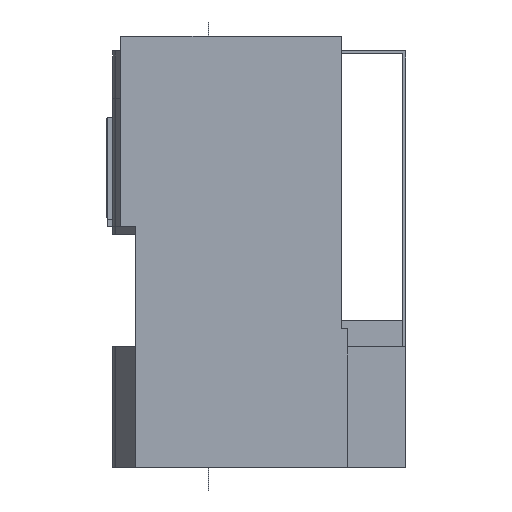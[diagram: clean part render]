
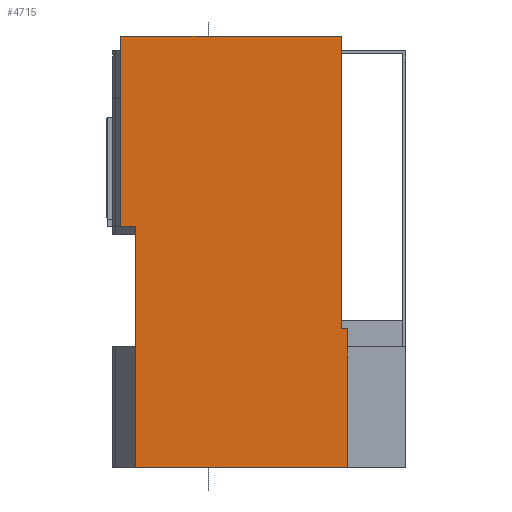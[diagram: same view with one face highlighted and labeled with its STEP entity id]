
A CAD part, front view. The second image highlights one B-rep face of the part: STEP entity #4715.
In plain terms, the highlighted planar face has unit normal (0, -1, 0).
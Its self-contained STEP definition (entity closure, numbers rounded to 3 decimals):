
#342=FACE_OUTER_BOUND('',#614,.T.);
#614=EDGE_LOOP('',(#3226,#3227,#3228,#3229,#3230,#3231,#3232,#3233));
#916=LINE('',#7004,#1498);
#917=LINE('',#7006,#1499);
#918=LINE('',#7008,#1500);
#919=LINE('',#7010,#1501);
#920=LINE('',#7012,#1502);
#921=LINE('',#7014,#1503);
#922=LINE('',#7016,#1504);
#923=LINE('',#7017,#1505);
#1498=VECTOR('',#5633,950.);
#1499=VECTOR('',#5634,40.);
#1500=VECTOR('',#5635,2000.);
#1501=VECTOR('',#5636,1510.);
#1502=VECTOR('',#5637,1300.);
#1503=VECTOR('',#5638,100.);
#1504=VECTOR('',#5639,1650.);
#1505=VECTOR('',#5640,1450.);
#2074=VERTEX_POINT('',#7002);
#2075=VERTEX_POINT('',#7003);
#2076=VERTEX_POINT('',#7005);
#2077=VERTEX_POINT('',#7007);
#2078=VERTEX_POINT('',#7009);
#2079=VERTEX_POINT('',#7011);
#2080=VERTEX_POINT('',#7013);
#2081=VERTEX_POINT('',#7015);
#2526=EDGE_CURVE('',#2074,#2075,#916,.T.);
#2527=EDGE_CURVE('',#2074,#2076,#917,.T.);
#2528=EDGE_CURVE('',#2077,#2076,#918,.T.);
#2529=EDGE_CURVE('',#2078,#2077,#919,.T.);
#2530=EDGE_CURVE('',#2078,#2079,#920,.T.);
#2531=EDGE_CURVE('',#2079,#2080,#921,.T.);
#2532=EDGE_CURVE('',#2081,#2080,#922,.T.);
#2533=EDGE_CURVE('',#2075,#2081,#923,.T.);
#3226=ORIENTED_EDGE('',*,*,#2526,.F.);
#3227=ORIENTED_EDGE('',*,*,#2527,.T.);
#3228=ORIENTED_EDGE('',*,*,#2528,.F.);
#3229=ORIENTED_EDGE('',*,*,#2529,.F.);
#3230=ORIENTED_EDGE('',*,*,#2530,.T.);
#3231=ORIENTED_EDGE('',*,*,#2531,.T.);
#3232=ORIENTED_EDGE('',*,*,#2532,.F.);
#3233=ORIENTED_EDGE('',*,*,#2533,.F.);
#4472=PLANE('',#5172);
#4715=ADVANCED_FACE('',(#342),#4472,.T.);
#5172=AXIS2_PLACEMENT_3D('',#7001,#5631,#5632);
#5631=DIRECTION('center_axis',(0.,-1.,0.));
#5632=DIRECTION('ref_axis',(0.,0.,-1.));
#5633=DIRECTION('',(0.,0.,-1.));
#5634=DIRECTION('',(-1.,0.,0.));
#5635=DIRECTION('',(0.,0.,-1.));
#5636=DIRECTION('',(1.,0.,0.));
#5637=DIRECTION('',(0.,0.,-1.));
#5638=DIRECTION('',(1.,0.,0.));
#5639=DIRECTION('',(0.,0.,1.));
#5640=DIRECTION('',(-1.,0.,0.));
#7001=CARTESIAN_POINT('Origin',(104.675,0.598,-2850.));
#7002=CARTESIAN_POINT('',(-295.325,0.598,-1900.));
#7003=CARTESIAN_POINT('',(-295.325,0.598,-2850.));
#7004=CARTESIAN_POINT('',(-295.325,0.598,-1900.));
#7005=CARTESIAN_POINT('',(-335.325,0.598,-1900.));
#7006=CARTESIAN_POINT('',(-295.325,0.598,-1900.));
#7007=CARTESIAN_POINT('',(-335.325,0.598,100.));
#7008=CARTESIAN_POINT('',(-335.325,0.598,100.));
#7009=CARTESIAN_POINT('',(-1845.325,0.598,100.));
#7010=CARTESIAN_POINT('',(-1845.325,0.598,100.));
#7011=CARTESIAN_POINT('',(-1845.325,0.598,-1200.));
#7012=CARTESIAN_POINT('',(-1845.325,0.598,100.));
#7013=CARTESIAN_POINT('',(-1745.325,0.598,-1200.));
#7014=CARTESIAN_POINT('',(-1845.325,0.598,-1200.));
#7015=CARTESIAN_POINT('',(-1745.325,0.598,-2850.));
#7016=CARTESIAN_POINT('',(-1745.325,0.598,-2850.));
#7017=CARTESIAN_POINT('',(-295.325,0.598,-2850.));
